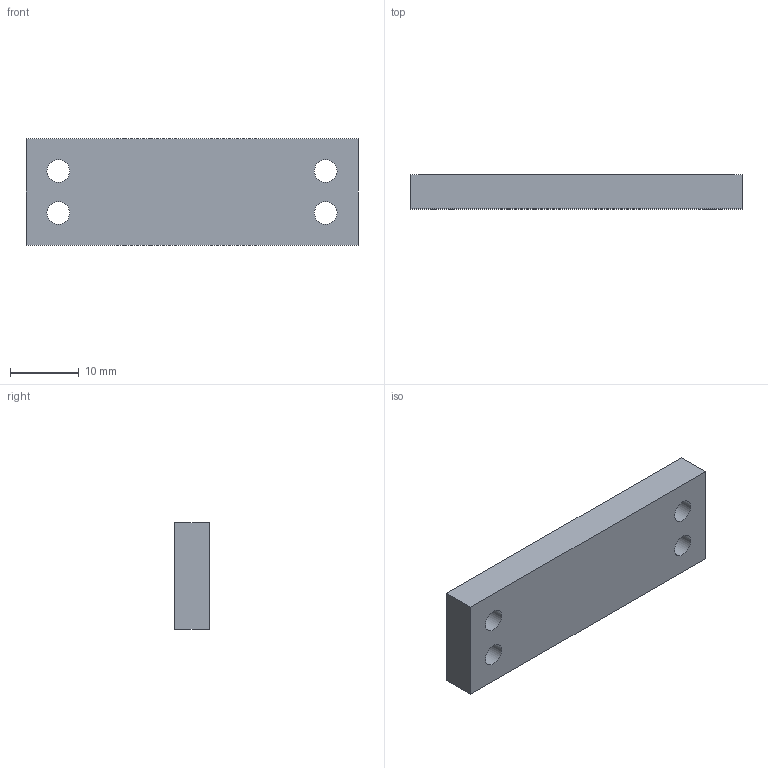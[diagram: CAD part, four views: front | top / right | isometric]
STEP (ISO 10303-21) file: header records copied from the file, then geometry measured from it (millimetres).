
FILE_DESCRIPTION(/* description */ (''),/* implementation_level */ '2;1');
FILE_NAME(/* name */ 'IFB-10005 - CANstar 2-drop - 3Dprintable Backer.step',/* time_stamp */ '2019-11-12T23:17:39-06:00',/* author */ (''),/* organization */ (''),/* preprocessor_version */ 'ST-DEVELOPER v18',/* originating_system */ 'Autodesk Translation Framework v8.9.1.1155',/* authorisation */ '');
FILE_SCHEMA (('AUTOMOTIVE_DESIGN { 1 0 10303 214 3 1 1 }'));
Length unit declared in the file: inch
Products named in the file (2): IFB-10005 - CANstar 2-drop - 3Dprintable Backer; IFB-10005-R00 - CAN Daisy 2drop
Assembly tree (1 placements, depth 2):
  IFB-10005 - CANstar 2-drop - 3Dprintable Backer
    IFB-10005-R00 - CAN Daisy 2drop
Bounding box: 48.26 x 4.95 x 15.49 mm (x, y, z)
Volume: 1866.8 mm3; surface area: 2577.8 mm2
Topology: 1 solids, 1 shells, 20 faces, 48 edges, 32 vertices
Faces by surface type: plane 16, cylinder 4
Full cylindrical faces by diameter (mm): 3.302 x4
Entity records: 647 total; most frequent: CARTESIAN_POINT 103, DIRECTION 102, ORIENTED_EDGE 96, EDGE_CURVE 48, LINE 40, VECTOR 40, VERTEX_POINT 32, AXIS2_PLACEMENT_3D 31
